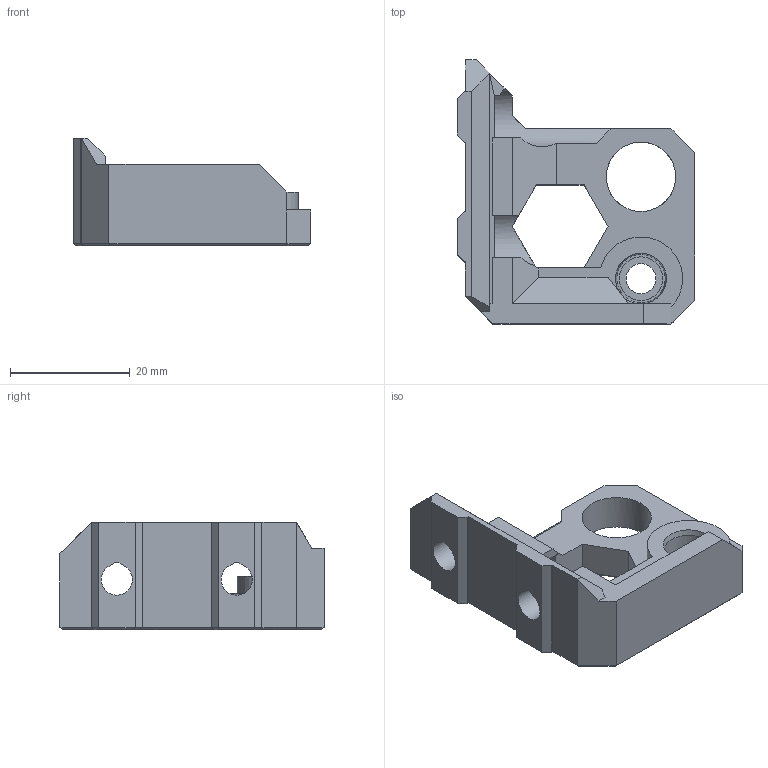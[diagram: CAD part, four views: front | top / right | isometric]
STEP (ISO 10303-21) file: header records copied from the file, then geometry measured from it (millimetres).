
FILE_DESCRIPTION(/* description */ (''),/* implementation_level */ '2;1');
FILE_NAME(/* name */ 'z_top v1.step',/* time_stamp */ '2020-04-30T07:08:51+09:00',/* author */ (''),/* organization */ (''),/* preprocessor_version */ 'ST-DEVELOPER v18.1',/* originating_system */ 'Autodesk Translation Framework v9.2.0.1227',/* authorisation */ '');
FILE_SCHEMA (('AUTOMOTIVE_DESIGN { 1 0 10303 214 3 1 1 }'));
Length unit declared in the file: millimetre
Products named in the file (1): z_top
Bounding box: 39.7 x 44.09 x 18 mm (x, y, z)
Volume: 9887.6 mm3; surface area: 5456.3 mm2
Topology: 1 solids, 4 shells, 127 faces, 319 edges, 200 vertices
Faces by surface type: plane 116, cylinder 9, cone 2
Full cylindrical faces by diameter (mm): 5 x1, 7.285 x1, 8.085 x1, 11.6 x1
Entity records: 3754 total; most frequent: CARTESIAN_POINT 647, ORIENTED_EDGE 638, DIRECTION 606, EDGE_CURVE 319, LINE 288, VECTOR 288, VERTEX_POINT 200, AXIS2_PLACEMENT_3D 159
